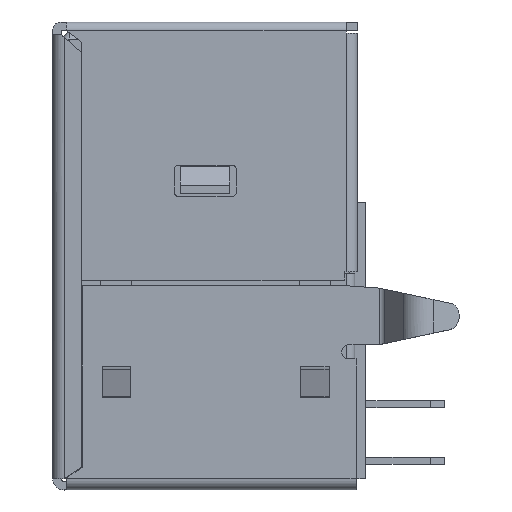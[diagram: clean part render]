
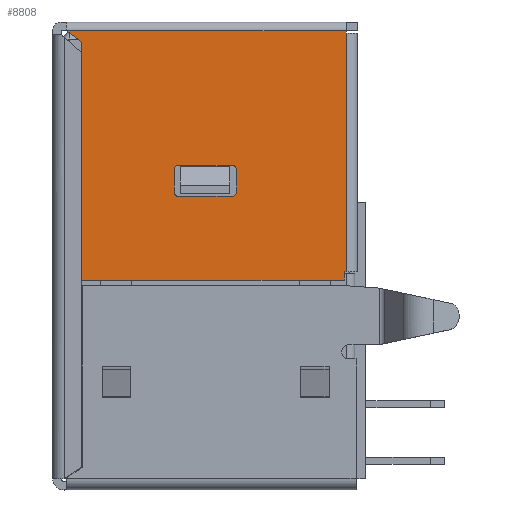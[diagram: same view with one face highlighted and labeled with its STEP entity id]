
A CAD part, left-side view. The second image highlights one B-rep face of the part: STEP entity #8808.
In plain terms, the highlighted face is planar.
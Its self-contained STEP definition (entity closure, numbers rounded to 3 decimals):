
#58 = CARTESIAN_POINT ( 'NONE',  ( 1.6, 6.1, 4.42 ) ) ;
#89 = VECTOR ( 'NONE', #2733, 1000. ) ;
#191 = EDGE_CURVE ( 'NONE', #4096, #8131, #13405, .T. ) ;
#242 = DIRECTION ( 'NONE',  ( 0., 0., -1. ) ) ;
#269 = VECTOR ( 'NONE', #18000, 1000. ) ;
#363 = CARTESIAN_POINT ( 'NONE',  ( 0.65, 6.1, 4.27 ) ) ;
#430 = CARTESIAN_POINT ( 'NONE',  ( 0.65, 6.1, 4.42 ) ) ;
#570 = EDGE_CURVE ( 'NONE', #7652, #15187, #8053, .T. ) ;
#694 = CARTESIAN_POINT ( 'NONE',  ( 4.726, 6.1, 0.4 ) ) ;
#768 = PLANE ( 'NONE',  #6514 ) ;
#952 = DIRECTION ( 'NONE',  ( 0., 0., 1. ) ) ;
#1138 = EDGE_CURVE ( 'NONE', #7551, #6865, #11742, .T. ) ;
#1395 = VERTEX_POINT ( 'NONE', #2267 ) ;
#1410 = CARTESIAN_POINT ( 'NONE',  ( 4.726, 6.1, 9.74 ) ) ;
#1628 = CARTESIAN_POINT ( 'NONE',  ( 0.65, 6.1, 6.32 ) ) ;
#1780 = CARTESIAN_POINT ( 'NONE',  ( 0.65, 6.1, 6.47 ) ) ;
#1969 = AXIS2_PLACEMENT_3D ( 'NONE', #1628, #4509, #3026 ) ;
#2012 = VECTOR ( 'NONE', #14717, 1000. ) ;
#2267 = CARTESIAN_POINT ( 'NONE',  ( 1.45, 6.1, 6.47 ) ) ;
#2314 = ORIENTED_EDGE ( 'NONE', *, *, #15411, .T. ) ;
#2323 = CARTESIAN_POINT ( 'NONE',  ( -4.25, 6.1, 10.27 ) ) ;
#2344 = EDGE_CURVE ( 'NONE', #12911, #15357, #5971, .T. ) ;
#2395 = CARTESIAN_POINT ( 'NONE',  ( 1.45, 6.1, 6.32 ) ) ;
#2472 = VECTOR ( 'NONE', #6586, 1000. ) ;
#2675 = CARTESIAN_POINT ( 'NONE',  ( 4.726, 6.1, 4.27 ) ) ;
#2733 = DIRECTION ( 'NONE',  ( 0., 0., -1. ) ) ;
#3014 = CARTESIAN_POINT ( 'NONE',  ( -4.25, 6.1, 0.4 ) ) ;
#3026 = DIRECTION ( 'NONE',  ( 0., 0., -1. ) ) ;
#3349 = ORIENTED_EDGE ( 'NONE', *, *, #191, .T. ) ;
#3401 = CARTESIAN_POINT ( 'NONE',  ( 1.45, 6.1, 4.42 ) ) ;
#3423 = VERTEX_POINT ( 'NONE', #15081 ) ;
#3530 = VECTOR ( 'NONE', #7057, 1000. ) ;
#3974 = ORIENTED_EDGE ( 'NONE', *, *, #10435, .T. ) ;
#4096 = VERTEX_POINT ( 'NONE', #58 ) ;
#4332 = VERTEX_POINT ( 'NONE', #15907 ) ;
#4500 = CIRCLE ( 'NONE', #1969, 0.15 ) ;
#4509 = DIRECTION ( 'NONE',  ( 0., -1., 0. ) ) ;
#4621 = VECTOR ( 'NONE', #4785, 1000. ) ;
#4679 = ORIENTED_EDGE ( 'NONE', *, *, #18949, .T. ) ;
#4745 = AXIS2_PLACEMENT_3D ( 'NONE', #430, #10872, #242 ) ;
#4785 = DIRECTION ( 'NONE',  ( 0., 0., -1. ) ) ;
#4919 = ORIENTED_EDGE ( 'NONE', *, *, #570, .F. ) ;
#4979 = EDGE_CURVE ( 'NONE', #4332, #15187, #6130, .T. ) ;
#5371 = DIRECTION ( 'NONE',  ( 1., 0., 0. ) ) ;
#5583 = DIRECTION ( 'NONE',  ( 0., 0., -1. ) ) ;
#5971 = LINE ( 'NONE', #1410, #18710 ) ;
#6019 = VECTOR ( 'NONE', #18493, 1000. ) ;
#6130 = LINE ( 'NONE', #15363, #6019 ) ;
#6290 = EDGE_CURVE ( 'NONE', #3423, #4332, #13001, .T. ) ;
#6514 = AXIS2_PLACEMENT_3D ( 'NONE', #17305, #6792, #952 ) ;
#6531 = EDGE_CURVE ( 'NONE', #8131, #1395, #10266, .T. ) ;
#6586 = DIRECTION ( 'NONE',  ( 0., 0., -1. ) ) ;
#6673 = CARTESIAN_POINT ( 'NONE',  ( -4.341, 6.1, 10.389 ) ) ;
#6782 = CARTESIAN_POINT ( 'NONE',  ( -4.25, 6.1, 0.4 ) ) ;
#6792 = DIRECTION ( 'NONE',  ( 0., 1., 0. ) ) ;
#6865 = VERTEX_POINT ( 'NONE', #10861 ) ;
#6868 = CARTESIAN_POINT ( 'NONE',  ( 4.726, 6.1, 0.47 ) ) ;
#7057 = DIRECTION ( 'NONE',  ( 0.61, 0., -0.793 ) ) ;
#7551 = VERTEX_POINT ( 'NONE', #363 ) ;
#7566 = LINE ( 'NONE', #11704, #89 ) ;
#7638 = EDGE_LOOP ( 'NONE', ( #13216, #8324, #3349, #17848, #3974, #8180, #11100, #18582 ) ) ;
#7652 = VERTEX_POINT ( 'NONE', #2323 ) ;
#7871 = CARTESIAN_POINT ( 'NONE',  ( 4.25, 6.1, 0.47 ) ) ;
#7949 = VECTOR ( 'NONE', #8371, 1000. ) ;
#8053 = LINE ( 'NONE', #6782, #2472 ) ;
#8131 = VERTEX_POINT ( 'NONE', #13509 ) ;
#8180 = ORIENTED_EDGE ( 'NONE', *, *, #10697, .T. ) ;
#8223 = DIRECTION ( 'NONE',  ( 0., -1., 0. ) ) ;
#8324 = ORIENTED_EDGE ( 'NONE', *, *, #11194, .T. ) ;
#8371 = DIRECTION ( 'NONE',  ( -1., 0., 0. ) ) ;
#8452 = FACE_OUTER_BOUND ( 'NONE', #10103, .T. ) ;
#8571 = DIRECTION ( 'NONE',  ( -1., 0., 0. ) ) ;
#8808 = ADVANCED_FACE ( 'NONE', ( #8452, #15741 ), #768, .T. ) ;
#8810 = LINE ( 'NONE', #10473, #2012 ) ;
#9073 = EDGE_CURVE ( 'NONE', #15384, #14182, #18059, .T. ) ;
#9311 = AXIS2_PLACEMENT_3D ( 'NONE', #2395, #8223, #5583 ) ;
#9546 = AXIS2_PLACEMENT_3D ( 'NONE', #3401, #13744, #18242 ) ;
#9617 = CARTESIAN_POINT ( 'NONE',  ( 4.55, 6.1, 9.74 ) ) ;
#9750 = CARTESIAN_POINT ( 'NONE',  ( 4.726, 6.1, 6.47 ) ) ;
#10099 = LINE ( 'NONE', #6673, #3530 ) ;
#10103 = EDGE_LOOP ( 'NONE', ( #2314, #12627, #14042, #4679, #12638, #10403, #12868, #4919 ) ) ;
#10266 = CIRCLE ( 'NONE', #9311, 0.15 ) ;
#10403 = ORIENTED_EDGE ( 'NONE', *, *, #6290, .T. ) ;
#10435 = EDGE_CURVE ( 'NONE', #1395, #17326, #11411, .T. ) ;
#10473 = CARTESIAN_POINT ( 'NONE',  ( 4.55, 6.1, 0.203 ) ) ;
#10567 = EDGE_CURVE ( 'NONE', #17748, #3423, #7566, .T. ) ;
#10697 = EDGE_CURVE ( 'NONE', #17326, #15384, #4500, .T. ) ;
#10861 = CARTESIAN_POINT ( 'NONE',  ( 1.45, 6.1, 4.27 ) ) ;
#10872 = DIRECTION ( 'NONE',  ( 0., -1., 0. ) ) ;
#11100 = ORIENTED_EDGE ( 'NONE', *, *, #9073, .T. ) ;
#11194 = EDGE_CURVE ( 'NONE', #6865, #4096, #12363, .T. ) ;
#11411 = LINE ( 'NONE', #9750, #7949 ) ;
#11704 = CARTESIAN_POINT ( 'NONE',  ( 4.25, 6.1, 0.203 ) ) ;
#11742 = LINE ( 'NONE', #2675, #19149 ) ;
#11943 = DIRECTION ( 'NONE',  ( 1., 0., 0. ) ) ;
#12363 = CIRCLE ( 'NONE', #9546, 0.15 ) ;
#12627 = ORIENTED_EDGE ( 'NONE', *, *, #2344, .T. ) ;
#12638 = ORIENTED_EDGE ( 'NONE', *, *, #10567, .T. ) ;
#12644 = EDGE_CURVE ( 'NONE', #15357, #13238, #8810, .T. ) ;
#12863 = CARTESIAN_POINT ( 'NONE',  ( 0.5, 6.1, 4.42 ) ) ;
#12868 = ORIENTED_EDGE ( 'NONE', *, *, #4979, .T. ) ;
#12911 = VERTEX_POINT ( 'NONE', #13029 ) ;
#13001 = LINE ( 'NONE', #694, #16767 ) ;
#13029 = CARTESIAN_POINT ( 'NONE',  ( -3.842, 6.1, 9.74 ) ) ;
#13216 = ORIENTED_EDGE ( 'NONE', *, *, #1138, .T. ) ;
#13238 = VERTEX_POINT ( 'NONE', #13894 ) ;
#13245 = CIRCLE ( 'NONE', #4745, 0.15 ) ;
#13405 = LINE ( 'NONE', #19292, #269 ) ;
#13509 = CARTESIAN_POINT ( 'NONE',  ( 1.6, 6.1, 6.32 ) ) ;
#13744 = DIRECTION ( 'NONE',  ( 0., -1., 0. ) ) ;
#13894 = CARTESIAN_POINT ( 'NONE',  ( 4.55, 6.1, 0.47 ) ) ;
#14042 = ORIENTED_EDGE ( 'NONE', *, *, #12644, .T. ) ;
#14182 = VERTEX_POINT ( 'NONE', #12863 ) ;
#14328 = VECTOR ( 'NONE', #18838, 1000. ) ;
#14465 = EDGE_CURVE ( 'NONE', #14182, #7551, #13245, .T. ) ;
#14717 = DIRECTION ( 'NONE',  ( 0., 0., -1. ) ) ;
#15081 = CARTESIAN_POINT ( 'NONE',  ( 4.25, 6.1, 0.4 ) ) ;
#15187 = VERTEX_POINT ( 'NONE', #3014 ) ;
#15357 = VERTEX_POINT ( 'NONE', #9617 ) ;
#15363 = CARTESIAN_POINT ( 'NONE',  ( 4.726, 6.1, 0.4 ) ) ;
#15384 = VERTEX_POINT ( 'NONE', #15724 ) ;
#15411 = EDGE_CURVE ( 'NONE', #7652, #12911, #10099, .T. ) ;
#15724 = CARTESIAN_POINT ( 'NONE',  ( 0.5, 6.1, 6.32 ) ) ;
#15741 = FACE_BOUND ( 'NONE', #7638, .T. ) ;
#15907 = CARTESIAN_POINT ( 'NONE',  ( -4.15, 6.1, 0.4 ) ) ;
#16767 = VECTOR ( 'NONE', #8571, 1000. ) ;
#17097 = LINE ( 'NONE', #6868, #14328 ) ;
#17305 = CARTESIAN_POINT ( 'NONE',  ( 4.726, 6.1, 0.203 ) ) ;
#17326 = VERTEX_POINT ( 'NONE', #1780 ) ;
#17748 = VERTEX_POINT ( 'NONE', #7871 ) ;
#17848 = ORIENTED_EDGE ( 'NONE', *, *, #6531, .T. ) ;
#18000 = DIRECTION ( 'NONE',  ( 0., 0., 1. ) ) ;
#18059 = LINE ( 'NONE', #18350, #4621 ) ;
#18242 = DIRECTION ( 'NONE',  ( 0., 0., -1. ) ) ;
#18350 = CARTESIAN_POINT ( 'NONE',  ( 0.5, 6.1, 0.203 ) ) ;
#18493 = DIRECTION ( 'NONE',  ( -1., 0., 0. ) ) ;
#18582 = ORIENTED_EDGE ( 'NONE', *, *, #14465, .T. ) ;
#18710 = VECTOR ( 'NONE', #11943, 1000. ) ;
#18838 = DIRECTION ( 'NONE',  ( -1., 0., 0. ) ) ;
#18949 = EDGE_CURVE ( 'NONE', #13238, #17748, #17097, .T. ) ;
#19149 = VECTOR ( 'NONE', #5371, 1000. ) ;
#19292 = CARTESIAN_POINT ( 'NONE',  ( 1.6, 6.1, 0.203 ) ) ;
